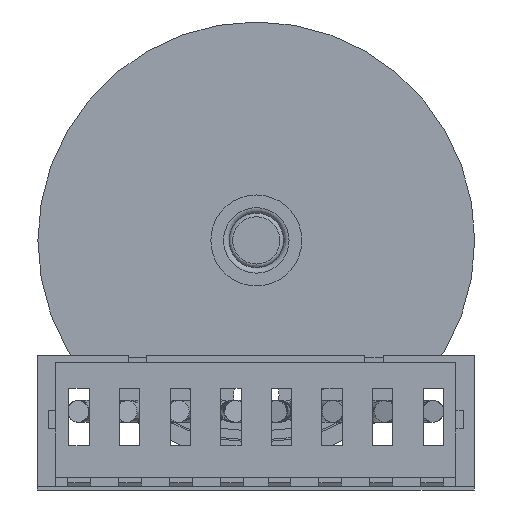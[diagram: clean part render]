
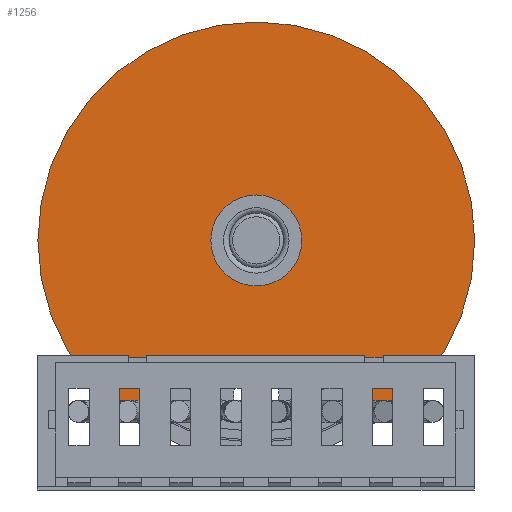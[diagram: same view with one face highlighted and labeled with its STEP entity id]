
A CAD part, front view. The second image highlights one B-rep face of the part: STEP entity #1256.
In plain terms, the highlighted planar face has unit normal (0, -1, 0).
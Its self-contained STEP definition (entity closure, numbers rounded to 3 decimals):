
#112 = DIRECTION ( 'NONE',  ( 0., 0., -1. ) ) ;
#186 = DIRECTION ( 'NONE',  ( 0., -1., 0. ) ) ;
#242 = DIRECTION ( 'NONE',  ( 0., 0., -1. ) ) ;
#562 = DIRECTION ( 'NONE',  ( 0., 1., 0. ) ) ;
#571 = EDGE_LOOP ( 'NONE', ( #10162 ) ) ;
#588 = AXIS2_PLACEMENT_3D ( 'NONE', #5315, #735, #5262 ) ;
#729 = ORIENTED_EDGE ( 'NONE', *, *, #10211, .T. ) ;
#735 = DIRECTION ( 'NONE',  ( 0., 1., 0. ) ) ;
#1038 = CARTESIAN_POINT ( 'NONE',  ( 1.25, 0., 0. ) ) ;
#1202 = DIRECTION ( 'NONE',  ( 0., -1., 0. ) ) ;
#1256 = ADVANCED_FACE ( 'NONE', ( #2018, #9083 ), #6272, .T. ) ;
#1518 = EDGE_CURVE ( 'NONE', #8979, #11387, #10644, .T. ) ;
#1561 = CARTESIAN_POINT ( 'NONE',  ( 5.196, 0., -3. ) ) ;
#1618 = CIRCLE ( 'NONE', #9249, 1.25 ) ;
#1855 = EDGE_CURVE ( 'NONE', #2916, #2916, #1618, .T. ) ;
#1977 = CARTESIAN_POINT ( 'NONE',  ( 0., 0., 0. ) ) ;
#2018 = FACE_OUTER_BOUND ( 'NONE', #2409, .T. ) ;
#2022 = CARTESIAN_POINT ( 'NONE',  ( 8., 0., 3. ) ) ;
#2029 = VERTEX_POINT ( 'NONE', #4865 ) ;
#2409 = EDGE_LOOP ( 'NONE', ( #9529, #729, #10711, #2748, #2888, #6018 ) ) ;
#2560 = VERTEX_POINT ( 'NONE', #3197 ) ;
#2748 = ORIENTED_EDGE ( 'NONE', *, *, #5416, .T. ) ;
#2843 = VECTOR ( 'NONE', #9393, 1000. ) ;
#2888 = ORIENTED_EDGE ( 'NONE', *, *, #1518, .F. ) ;
#2916 = VERTEX_POINT ( 'NONE', #10038 ) ;
#2951 = DIRECTION ( 'NONE',  ( 0., -1., 0. ) ) ;
#3197 = CARTESIAN_POINT ( 'NONE',  ( 4.3, 0., 3. ) ) ;
#3375 = CIRCLE ( 'NONE', #588, 0.3 ) ;
#3680 = VECTOR ( 'NONE', #4394, 1000. ) ;
#4022 = EDGE_CURVE ( 'NONE', #8081, #2560, #10016, .T. ) ;
#4140 = CARTESIAN_POINT ( 'NONE',  ( 8., 0., -3. ) ) ;
#4189 = CARTESIAN_POINT ( 'NONE',  ( 4., 0., 2.7 ) ) ;
#4394 = DIRECTION ( 'NONE',  ( -1., 0., 0. ) ) ;
#4581 = CARTESIAN_POINT ( 'NONE',  ( 0., 0., 0. ) ) ;
#4801 = CARTESIAN_POINT ( 'NONE',  ( 4.3, 0., -2.7 ) ) ;
#4865 = CARTESIAN_POINT ( 'NONE',  ( 4.3, 0., -3. ) ) ;
#4977 = AXIS2_PLACEMENT_3D ( 'NONE', #1038, #2951, #112 ) ;
#5114 = CARTESIAN_POINT ( 'NONE',  ( 5.196, 0., 3. ) ) ;
#5262 = DIRECTION ( 'NONE',  ( 0., 0., -1. ) ) ;
#5315 = CARTESIAN_POINT ( 'NONE',  ( 4.3, 0., 2.7 ) ) ;
#5367 = CARTESIAN_POINT ( 'NONE',  ( 4., 0., -2.7 ) ) ;
#5416 = EDGE_CURVE ( 'NONE', #2029, #11387, #7664, .T. ) ;
#5598 = EDGE_CURVE ( 'NONE', #8979, #2560, #3375, .T. ) ;
#5646 = AXIS2_PLACEMENT_3D ( 'NONE', #1977, #186, #242 ) ;
#5700 = LINE ( 'NONE', #4140, #2843 ) ;
#6018 = ORIENTED_EDGE ( 'NONE', *, *, #5598, .T. ) ;
#6205 = CARTESIAN_POINT ( 'NONE',  ( 4., 0., -3. ) ) ;
#6259 = DIRECTION ( 'NONE',  ( 0., 0., -1. ) ) ;
#6272 = PLANE ( 'NONE',  #4977 ) ;
#7016 = VECTOR ( 'NONE', #6259, 1000. ) ;
#7377 = DIRECTION ( 'NONE',  ( 0., 0., -1. ) ) ;
#7403 = EDGE_CURVE ( 'NONE', #2029, #10817, #5700, .T. ) ;
#7664 = CIRCLE ( 'NONE', #8791, 0.3 ) ;
#8081 = VERTEX_POINT ( 'NONE', #5114 ) ;
#8272 = CIRCLE ( 'NONE', #5646, 6. ) ;
#8551 = DIRECTION ( 'NONE',  ( 0., 0., -1. ) ) ;
#8791 = AXIS2_PLACEMENT_3D ( 'NONE', #4801, #562, #8551 ) ;
#8979 = VERTEX_POINT ( 'NONE', #4189 ) ;
#9083 = FACE_BOUND ( 'NONE', #571, .T. ) ;
#9249 = AXIS2_PLACEMENT_3D ( 'NONE', #4581, #1202, #7377 ) ;
#9393 = DIRECTION ( 'NONE',  ( 1., 0., 0. ) ) ;
#9529 = ORIENTED_EDGE ( 'NONE', *, *, #4022, .F. ) ;
#10016 = LINE ( 'NONE', #2022, #3680 ) ;
#10038 = CARTESIAN_POINT ( 'NONE',  ( 0., 0., -1.25 ) ) ;
#10162 = ORIENTED_EDGE ( 'NONE', *, *, #1855, .F. ) ;
#10211 = EDGE_CURVE ( 'NONE', #8081, #10817, #8272, .T. ) ;
#10644 = LINE ( 'NONE', #6205, #7016 ) ;
#10711 = ORIENTED_EDGE ( 'NONE', *, *, #7403, .F. ) ;
#10817 = VERTEX_POINT ( 'NONE', #1561 ) ;
#11387 = VERTEX_POINT ( 'NONE', #5367 ) ;
